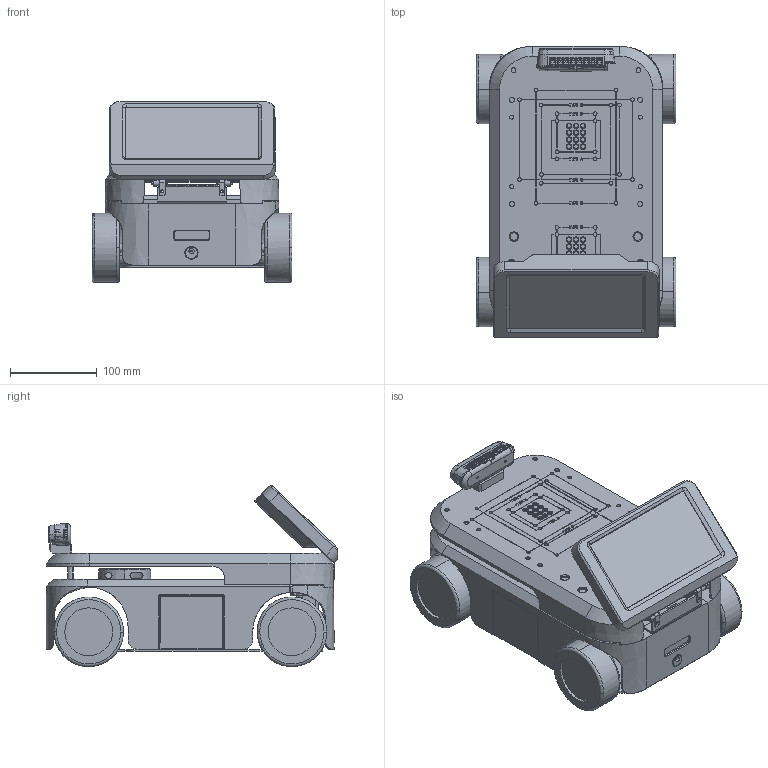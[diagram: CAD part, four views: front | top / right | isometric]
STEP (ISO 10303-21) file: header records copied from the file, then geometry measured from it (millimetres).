
FILE_DESCRIPTION((''),'2;1');
FILE_NAME('MYAGV2023_1_ASM_ASM','2024-03-28T18:38:28',('Elephant'),(''),'CREO PARAMETRIC BY PTC INC, 2021284','CREO PARAMETRIC BY PTC INC, 2021284','');
FILE_SCHEMA(('CONFIG_CONTROL_DESIGN','SHAPE_APPEARANCE_LAYERS_GROUPS'));
Products named in the file (55): _X2_75356E9063D25EA7_X0___DC022; _X2_87BA67F15957_X0__1; AGV__X2_663E793A56684ED3_X0__1; _X2_54089875_X0_-2023_1; _X2_8F74_X0_-2023_1; _X2_963B5C3C8F6C8F74_X0_-2023_A_ASM; M3_1_2_-32600000_1; M3_1_1_-999807000_1; _4_5__4_5__00_1; AGV__X2_663E793A566856FA5B9A652_ASM; _X2_963B5C3C8F6C8F74_X0_B-2023__ASM; _X2_663E793A5C4F_X0_-2023_1; AGV__X2_663E793A56684ED376D6_X0; _X2_663E793A56687EC44EF6_X0_-20_ASM; AGV__X2_8F7D7269677F_X0__1; AGV__X2_540E8F6658F3_X0__1; AGV__X2_52A05F3A94A391D1_X0__AS_ASM; AGV__X2_8F6658F356FA5B9A94A391D_ASM; AGV__X2_76F8673A56FA5B9A5757_X0; 3D_X2_76F8673A_X0__ASTRA_PRO2-2; LED_X2_706F5E26FF08_X0_16X16_X2; 000_TA_DS5_DEV_KIT_AWG_R-272959; 000_TA_DS5_DEV_KIT_AWG_R-314182; 000_TA_DS5_DEV_KIT_AWG_R-376653; 000_TA_DS5_DEV_KIT_AWG_R-711733; 000_TA_DS5_DEV_KIT_AWG_R-836578; 000_TA_DS5_DEV_KIT_AWG_R-962211; 000_TA_DS5_DEV_KIT_AWG_R-987324; 000_TA_DS5_DEV_KIT_AWG_-1012850; 000_TA_DS5_DEV_KIT_AWG_-1117832; 000_TA_DS5_DEV_KIT_AWG_-1466147; 000_TA_DS5_DEV_KIT_AWG_-1512268; NONE-1544054_1; 000_TA_DS5_DEV_KIT_AWG_-1721745; 3D_X2_76F8673A_X0_-2023_ASM_1_ASM; _X2_681183936D3E644450CF5934_X0; _X2_8F6658F36A215757_X0_-2023_A_ASM; AGV__X2_8FDE63A5652F67B6_X0_2_A_ASM; CHAO210C80103F2M_15_1-2023_1; CHAO210C80103F2M_ASM_1_ASM-2023_ASM ...
Assembly tree (62 placements, depth 6):
  MYAGV2023_1_ASM_ASM
    MYAGV2023_1_ASM_1_ASM
      _X2_75356E9063D25EA7_X0___DC022
      _X2_87BA67F15957_X0__1  x2
      _X2_663E793A56687EC44EF6_X0_-20_ASM
        AGV__X2_663E793A56684ED3_X0__1
        _X2_963B5C3C8F6C8F74_X0_-2023_A_ASM
          _X2_54089875_X0_-2023_1  x2
          _X2_8F74_X0_-2023_1
        AGV__X2_663E793A566856FA5B9A652_ASM
          M3_1_2_-32600000_1
          M3_1_1_-999807000_1
          _4_5__4_5__00_1
        _X2_963B5C3C8F6C8F74_X0_B-2023__ASM
          _X2_54089875_X0_-2023_1  x2
          _X2_8F74_X0_-2023_1
        _X2_663E793A5C4F_X0_-2023_1
        AGV__X2_663E793A56684ED376D6_X0
      _X2_8F6658F36A215757_X0_-2023_A_ASM
        AGV__X2_8F7D7269677F_X0__1
        AGV__X2_540E8F6658F3_X0__1
        AGV__X2_52A05F3A94A391D1_X0__AS_ASM
        AGV__X2_8F6658F356FA5B9A94A391D_ASM
        AGV__X2_76F8673A56FA5B9A5757_X0
        3D_X2_76F8673A_X0__ASTRA_PRO2-2
        LED_X2_706F5E26FF08_X0_16X16_X2
        3D_X2_76F8673A_X0_-2023_ASM_1_ASM
          000_TA_DS5_DEV_KIT_AWG_R-272959
          000_TA_DS5_DEV_KIT_AWG_R-314182
          000_TA_DS5_DEV_KIT_AWG_R-376653
          000_TA_DS5_DEV_KIT_AWG_R-711733
          000_TA_DS5_DEV_KIT_AWG_R-836578
          000_TA_DS5_DEV_KIT_AWG_R-962211
          000_TA_DS5_DEV_KIT_AWG_R-987324
          000_TA_DS5_DEV_KIT_AWG_-1012850
          000_TA_DS5_DEV_KIT_AWG_-1117832
          000_TA_DS5_DEV_KIT_AWG_-1466147
          000_TA_DS5_DEV_KIT_AWG_-1512268
          NONE-1544054_1
          000_TA_DS5_DEV_KIT_AWG_-1721745
        _X2_681183936D3E644450CF5934_X0
      _X2_5E9576D86A215757_X0_-2023_A_ASM
        AGV__X2_8FDE63A5652F67B6_X0_2_A_ASM
        X2L_ASM_1_ASM-2023_ASM_1_ASM
          CHAO210C80103F2M_ASM_1_ASM-2023_ASM
            CHAO210C80103F2M_15_1-2023_1
        AGV__X2_4E3B5E95677F_X0__ASM_1_ASM
          25000_1
        _X2_8F6E7EC44EF6_X0_-2023_ASM_1_ASM  x4
          LIANZHOUQI_2-1-SOLID1_1
          _10001_1
        AGV__X2_60AC63025E95677F_X0__1
        AGV__X2_75356C604ED3_X0__1
        AGV__X2_8FDE63A5652F67B6_X0_1_A_ASM
        AGV__X2_54386CF54ED3_X0__1
      00_1-556685
      00_1-585008
Bounding box: 230 x 335.66 x 208.38 mm (x, y, z)
Volume: 3750451.5 mm3; surface area: 838396.4 mm2
Topology: 47 solids, 65 shells, 4007 faces, 10749 edges, 7001 vertices
Faces by surface type: plane 1936, cylinder 1407, cone 272, bspline 174, torus 100, extrusion 75, sphere 41, revolution 2
Entity records: 189644 total; most frequent: CARTESIAN_POINT 53145, ORIENTED_EDGE 20222, DIRECTION 19190, PRESENTATION_STYLE_ASSIGNMENT 10409, EDGE_CURVE 10111, STYLED_ITEM 9168, CURVE_STYLE 8059, AXIS2_PLACEMENT_3D 6720
